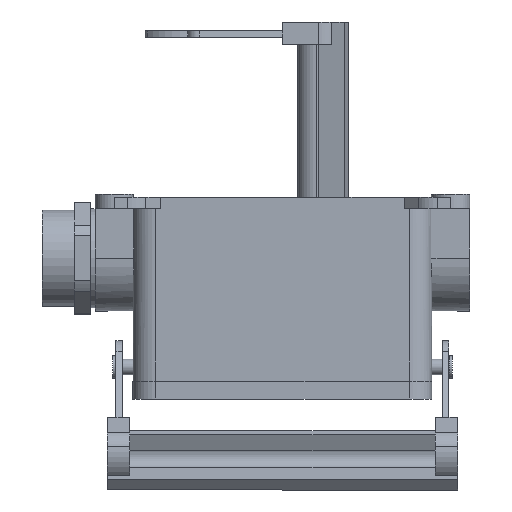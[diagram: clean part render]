
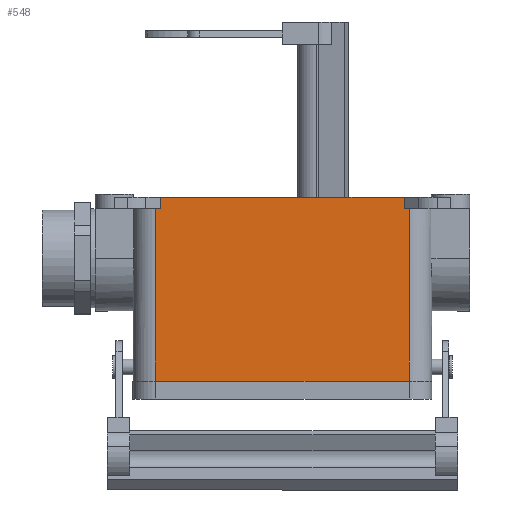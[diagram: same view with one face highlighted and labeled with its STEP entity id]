
A CAD part, top view. The second image highlights one B-rep face of the part: STEP entity #548.
In plain terms, the highlighted planar face has unit normal (0, 0, 1).
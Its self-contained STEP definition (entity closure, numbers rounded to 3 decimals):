
#548 = ADVANCED_FACE( '', ( #1163 ), #1164, .F. );
#1163 = FACE_OUTER_BOUND( '', #1819, .T. );
#1164 = PLANE( '', #1820 );
#1819 = EDGE_LOOP( '', ( #3349, #3350, #3351, #3352, #3353, #3354, #3355, #3356 ) );
#1820 = AXIS2_PLACEMENT_3D( '', #3357, #3358, #3359 );
#3349 = ORIENTED_EDGE( '', *, *, #3897, .T. );
#3350 = ORIENTED_EDGE( '', *, *, #4182, .F. );
#3351 = ORIENTED_EDGE( '', *, *, #4220, .T. );
#3352 = ORIENTED_EDGE( '', *, *, #4307, .T. );
#3353 = ORIENTED_EDGE( '', *, *, #4210, .F. );
#3354 = ORIENTED_EDGE( '', *, *, #3827, .F. );
#3355 = ORIENTED_EDGE( '', *, *, #4006, .T. );
#3356 = ORIENTED_EDGE( '', *, *, #4066, .T. );
#3357 = CARTESIAN_POINT( '', ( 0., -3.5, 21.5 ) );
#3358 = DIRECTION( '', ( 0., 0., -1. ) );
#3359 = DIRECTION( '', ( -1., 0., 0. ) );
#3827 = EDGE_CURVE( '', #4596, #4598, #4599, .T. );
#3897 = EDGE_CURVE( '', #4719, #4717, #4720, .T. );
#4006 = EDGE_CURVE( '', #4596, #4894, #4896, .T. );
#4066 = EDGE_CURVE( '', #4894, #4719, #4988, .T. );
#4182 = EDGE_CURVE( '', #5161, #4717, #5163, .T. );
#4210 = EDGE_CURVE( '', #4598, #5199, #5200, .T. );
#4220 = EDGE_CURVE( '', #5161, #5212, #5214, .T. );
#4307 = EDGE_CURVE( '', #5212, #5199, #5324, .T. );
#4596 = VERTEX_POINT( '', #5680 );
#4598 = VERTEX_POINT( '', #5682 );
#4599 = LINE( '', #5683, #5684 );
#4717 = VERTEX_POINT( '', #5895 );
#4719 = VERTEX_POINT( '', #5898 );
#4720 = LINE( '', #5899, #5900 );
#4894 = VERTEX_POINT( '', #6138 );
#4896 = LINE( '', #6141, #6142 );
#4988 = LINE( '', #6259, #6260 );
#5161 = VERTEX_POINT( '', #6505 );
#5163 = LINE( '', #6508, #6509 );
#5199 = VERTEX_POINT( '', #6561 );
#5200 = LINE( '', #6562, #6563 );
#5212 = VERTEX_POINT( '', #6577 );
#5214 = LINE( '', #6579, #6580 );
#5324 = LINE( '', #6746, #6747 );
#5680 = CARTESIAN_POINT( '', ( 39.65, -3.5, 21.5 ) );
#5682 = CARTESIAN_POINT( '', ( 39.65, -57.4, 21.5 ) );
#5683 = CARTESIAN_POINT( '', ( 39.65, 85.248, 21.5 ) );
#5684 = VECTOR( '', #7033, 1000. );
#5895 = CARTESIAN_POINT( '', ( -37.985, 0., 21.5 ) );
#5898 = CARTESIAN_POINT( '', ( 37.985, 0., 21.5 ) );
#5899 = CARTESIAN_POINT( '', ( 0., 0., 21.5 ) );
#5900 = VECTOR( '', #7130, 1000. );
#6138 = CARTESIAN_POINT( '', ( 37.985, -3.5, 21.5 ) );
#6141 = CARTESIAN_POINT( '', ( -48.299, -3.5, 21.5 ) );
#6142 = VECTOR( '', #7271, 1000. );
#6259 = CARTESIAN_POINT( '', ( 37.985, -3.5, 21.5 ) );
#6260 = VECTOR( '', #7360, 1000. );
#6505 = CARTESIAN_POINT( '', ( -37.985, -3.5, 21.5 ) );
#6508 = CARTESIAN_POINT( '', ( -37.985, -3.5, 21.5 ) );
#6509 = VECTOR( '', #7492, 1000. );
#6561 = CARTESIAN_POINT( '', ( -39.65, -57.4, 21.5 ) );
#6562 = CARTESIAN_POINT( '', ( -39.65, -57.4, 21.5 ) );
#6563 = VECTOR( '', #7512, 1000. );
#6577 = CARTESIAN_POINT( '', ( -39.65, -3.5, 21.5 ) );
#6579 = CARTESIAN_POINT( '', ( -48.299, -3.5, 21.5 ) );
#6580 = VECTOR( '', #7533, 1000. );
#6746 = CARTESIAN_POINT( '', ( -39.65, 85.248, 21.5 ) );
#6747 = VECTOR( '', #7634, 1000. );
#7033 = DIRECTION( '', ( 0., -1., 0. ) );
#7130 = DIRECTION( '', ( -1., 0., 0. ) );
#7271 = DIRECTION( '', ( -1., 0., 0. ) );
#7360 = DIRECTION( '', ( 0., 1., 0. ) );
#7492 = DIRECTION( '', ( 0., 1., 0. ) );
#7512 = DIRECTION( '', ( -1., 0., 0. ) );
#7533 = DIRECTION( '', ( -1., 0., 0. ) );
#7634 = DIRECTION( '', ( 0., -1., 0. ) );
